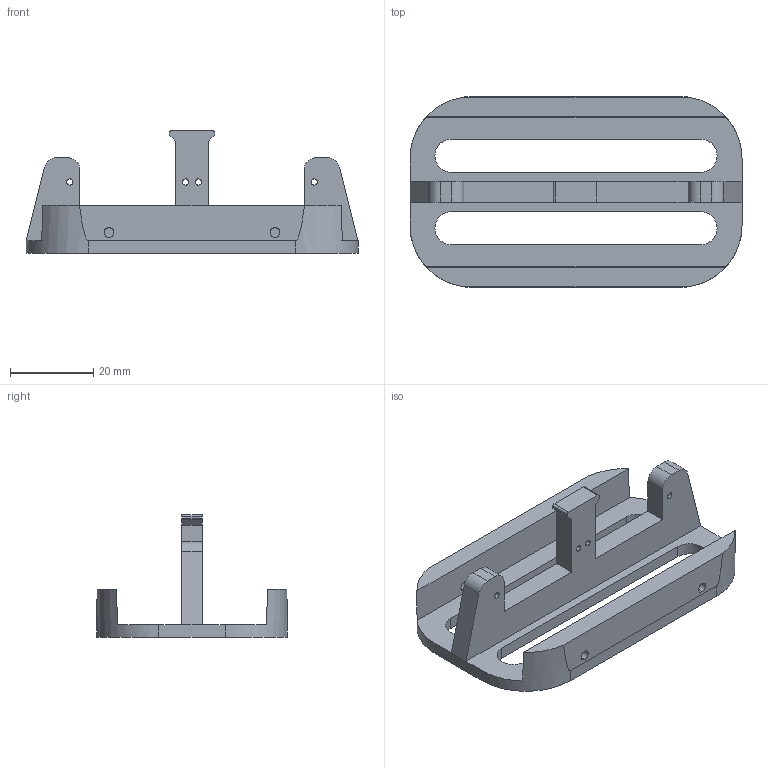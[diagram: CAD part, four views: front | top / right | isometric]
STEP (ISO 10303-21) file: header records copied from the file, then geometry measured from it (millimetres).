
FILE_DESCRIPTION((''),'2;1');
FILE_NAME('LAUFSCHIENE','2024-02-13T13:18:15',('mathi'),(''),'CREO PARAMETRIC BY PTC INC, 2023073','CREO PARAMETRIC BY PTC INC, 2023073','');
FILE_SCHEMA(('CONFIG_CONTROL_DESIGN'));
Length unit declared in the file: millimetre
Products named in the file (1): LAUFSCHIENE
Bounding box: 80 x 46 x 29.5 mm (x, y, z)
Volume: 17628.4 mm3; surface area: 11541.3 mm2
Topology: 1 solids, 1 shells, 66 faces, 188 edges, 124 vertices
Faces by surface type: plane 34, cylinder 32
Entity records: 2334 total; most frequent: CARTESIAN_POINT 506, ORIENTED_EDGE 376, DIRECTION 364, EDGE_CURVE 188, AXIS2_PLACEMENT_3D 126, VERTEX_POINT 124, VECTOR 112, LINE 112
